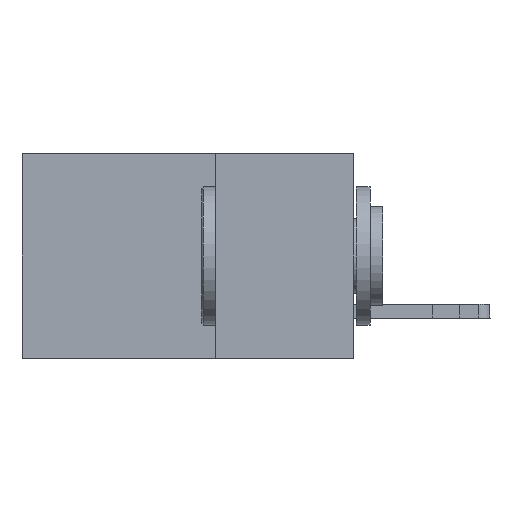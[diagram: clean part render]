
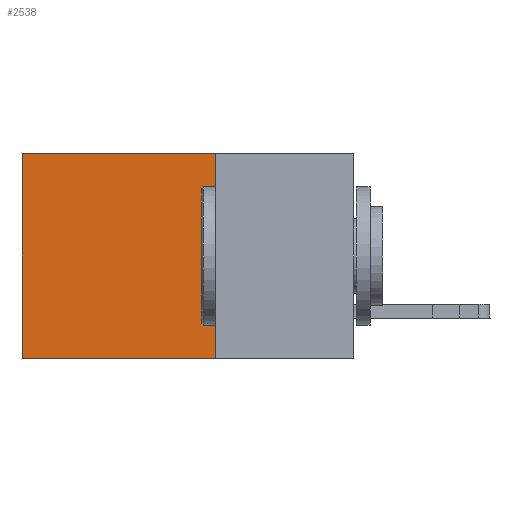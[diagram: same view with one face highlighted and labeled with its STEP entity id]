
A CAD part, left-side view. The second image highlights one B-rep face of the part: STEP entity #2538.
In plain terms, the highlighted planar face has unit normal (-1, 0, 0).
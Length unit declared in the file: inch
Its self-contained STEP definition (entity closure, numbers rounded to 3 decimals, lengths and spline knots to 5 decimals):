
#2363 = EDGE_CURVE ( 'NONE', #20594, #16666, #7558, .T. ) ;
#2538 = ADVANCED_FACE ( 'NONE', ( #9127 ), #25576, .F. ) ;
#2881 = EDGE_LOOP ( 'NONE', ( #12495, #5800, #11830, #22349 ) ) ;
#5213 = VERTEX_POINT ( 'NONE', #8316 ) ;
#5800 = ORIENTED_EDGE ( 'NONE', *, *, #19134, .F. ) ;
#6060 = CARTESIAN_POINT ( 'NONE',  ( 0.2875, 0.25, 0. ) ) ;
#6677 = CARTESIAN_POINT ( 'NONE',  ( 0.2875, 0.25, 0. ) ) ;
#6689 = EDGE_CURVE ( 'NONE', #20594, #5213, #17938, .T. ) ;
#7558 = LINE ( 'NONE', #11823, #22882 ) ;
#7624 = DIRECTION ( 'NONE',  ( 0., 0., -1. ) ) ;
#7780 = DIRECTION ( 'NONE',  ( 0., 0., -1. ) ) ;
#8316 = CARTESIAN_POINT ( 'NONE',  ( 0.2875, 0.6, 0. ) ) ;
#8370 = EDGE_CURVE ( 'NONE', #5213, #22358, #9851, .T. ) ;
#8754 = CARTESIAN_POINT ( 'NONE',  ( 0.2875, 0.25, -0.37 ) ) ;
#9127 = FACE_OUTER_BOUND ( 'NONE', #2881, .T. ) ;
#9140 = LINE ( 'NONE', #8754, #25148 ) ;
#9851 = LINE ( 'NONE', #20585, #24900 ) ;
#11237 = DIRECTION ( 'NONE',  ( 0., 1., 0. ) ) ;
#11745 = DIRECTION ( 'NONE',  ( 0., 1., 0. ) ) ;
#11823 = CARTESIAN_POINT ( 'NONE',  ( 0.2875, 0.25, 0. ) ) ;
#11830 = ORIENTED_EDGE ( 'NONE', *, *, #2363, .F. ) ;
#12495 = ORIENTED_EDGE ( 'NONE', *, *, #8370, .T. ) ;
#13779 = DIRECTION ( 'NONE',  ( 0., 0., -1. ) ) ;
#15635 = CARTESIAN_POINT ( 'NONE',  ( 0.2875, 0.25, -0.37 ) ) ;
#16666 = VERTEX_POINT ( 'NONE', #15635 ) ;
#17938 = LINE ( 'NONE', #24030, #26024 ) ;
#18739 = AXIS2_PLACEMENT_3D ( 'NONE', #6677, #21134, #7624 ) ;
#19134 = EDGE_CURVE ( 'NONE', #16666, #22358, #9140, .T. ) ;
#20585 = CARTESIAN_POINT ( 'NONE',  ( 0.2875, 0.6, 0. ) ) ;
#20594 = VERTEX_POINT ( 'NONE', #6060 ) ;
#21134 = DIRECTION ( 'NONE',  ( 1., 0., 0. ) ) ;
#22349 = ORIENTED_EDGE ( 'NONE', *, *, #6689, .T. ) ;
#22358 = VERTEX_POINT ( 'NONE', #25588 ) ;
#22882 = VECTOR ( 'NONE', #13779, 39.37008 ) ;
#24030 = CARTESIAN_POINT ( 'NONE',  ( 0.2875, 0.25, 0. ) ) ;
#24900 = VECTOR ( 'NONE', #7780, 39.37008 ) ;
#25148 = VECTOR ( 'NONE', #11237, 39.37008 ) ;
#25576 = PLANE ( 'NONE',  #18739 ) ;
#25588 = CARTESIAN_POINT ( 'NONE',  ( 0.2875, 0.6, -0.37 ) ) ;
#26024 = VECTOR ( 'NONE', #11745, 39.37008 ) ;
